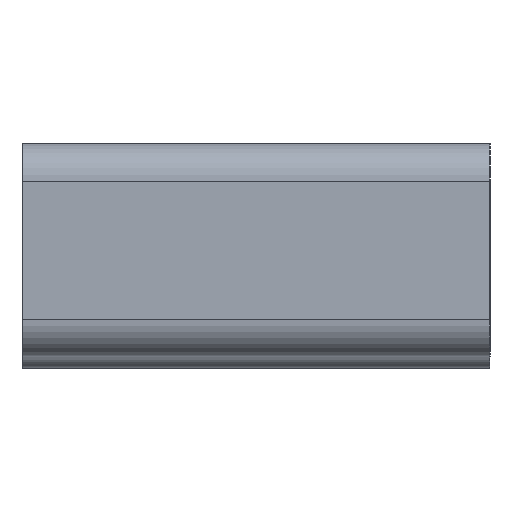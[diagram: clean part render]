
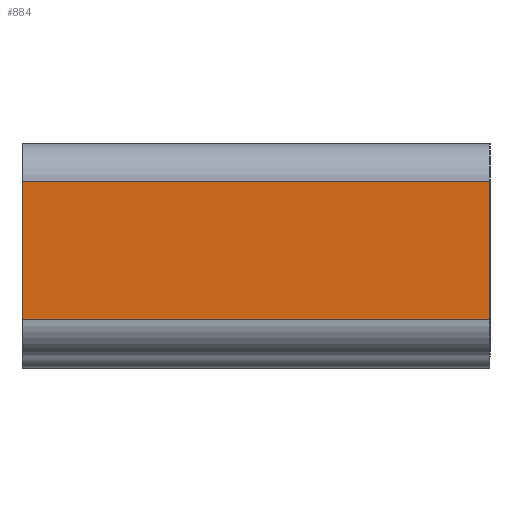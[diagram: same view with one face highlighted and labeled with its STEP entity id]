
A CAD part, left-side view. The second image highlights one B-rep face of the part: STEP entity #884.
In plain terms, the highlighted planar face has unit normal (-1, 0, 0).
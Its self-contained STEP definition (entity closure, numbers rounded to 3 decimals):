
#552=CARTESIAN_POINT('',(-0.07,-0.001,0.4));
#553=VERTEX_POINT('',#552);
#561=CARTESIAN_POINT('',(-0.07,-0.001,0.03));
#562=VERTEX_POINT('',#561);
#563=CARTESIAN_POINT('',(-0.07,-0.001,0.4));
#564=DIRECTION('',(0.0,0.0,-1.0));
#565=VECTOR('',#564,0.37);
#566=LINE('',#563,#565);
#567=EDGE_CURVE('',#553,#562,#566,.T.);
#834=CARTESIAN_POINT('',(-0.07,1.249,0.03));
#835=VERTEX_POINT('',#834);
#852=CARTESIAN_POINT('',(-0.07,-0.001,0.03));
#853=DIRECTION('',(0.0,1.0,0.0));
#854=VECTOR('',#853,1.25);
#855=LINE('',#852,#854);
#856=EDGE_CURVE('',#562,#835,#855,.T.);
#861=CARTESIAN_POINT('',(-0.07,-0.001,0.5));
#862=DIRECTION('',(-1.0,0.0,0.0));
#863=DIRECTION('',(0.0,0.0,1.0));
#864=AXIS2_PLACEMENT_3D('',#861,#862,#863);
#865=PLANE('',#864);
#866=ORIENTED_EDGE('',*,*,#856,.F.);
#867=ORIENTED_EDGE('',*,*,#567,.F.);
#868=CARTESIAN_POINT('',(-0.07,1.249,0.4));
#869=VERTEX_POINT('',#868);
#870=CARTESIAN_POINT('',(-0.07,1.249,0.4));
#871=DIRECTION('',(0.0,-1.0,0.0));
#872=VECTOR('',#871,1.25);
#873=LINE('',#870,#872);
#874=EDGE_CURVE('',#869,#553,#873,.T.);
#875=ORIENTED_EDGE('',*,*,#874,.F.);
#876=CARTESIAN_POINT('',(-0.07,1.249,0.4));
#877=DIRECTION('',(0.0,0.0,-1.0));
#878=VECTOR('',#877,0.37);
#879=LINE('',#876,#878);
#880=EDGE_CURVE('',#869,#835,#879,.T.);
#881=ORIENTED_EDGE('',*,*,#880,.T.);
#882=EDGE_LOOP('',(#866,#867,#875,#881));
#883=FACE_OUTER_BOUND('',#882,.T.);
#884=ADVANCED_FACE('',(#883),#865,.T.);
